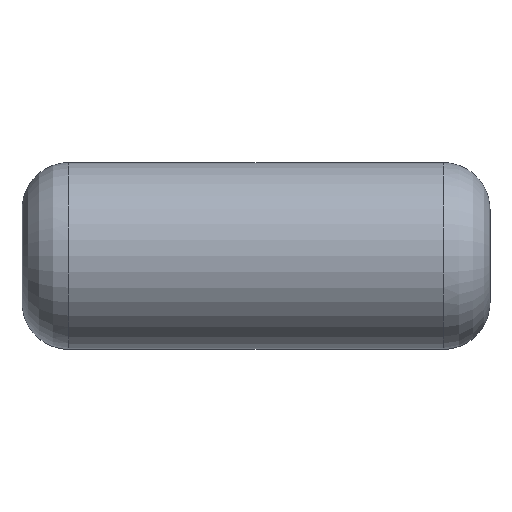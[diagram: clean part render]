
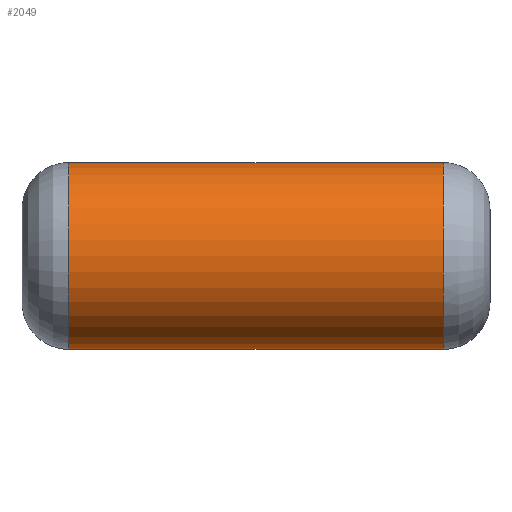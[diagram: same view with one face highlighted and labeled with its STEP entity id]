
A CAD part, top view. The second image highlights one B-rep face of the part: STEP entity #2049.
In plain terms, the highlighted cylindrical face has radius 3.55 mm (diameter 7.1 mm), a partial arc.
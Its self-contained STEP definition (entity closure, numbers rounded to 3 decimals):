
#1646=CARTESIAN_POINT('',(7.12,3.55,13.45));
#1647=VERTEX_POINT('',#1646);
#1696=CARTESIAN_POINT('',(-7.12,3.55,13.45));
#1697=VERTEX_POINT('',#1696);
#1816=CARTESIAN_POINT('',(7.12,-3.55,13.45));
#1817=VERTEX_POINT('',#1816);
#1889=CARTESIAN_POINT('',(-0.0,3.55,13.45));
#1890=DIRECTION('',(-1.0,0.0,0.0));
#1891=VECTOR('',#1890,1.0);
#1892=LINE('',#1889,#1891);
#1893=EDGE_CURVE('n� 72',#1647,#1697,#1892,.T.);
#1948=CARTESIAN_POINT('',(-7.12,-3.55,13.45));
#1949=VERTEX_POINT('',#1948);
#1973=CARTESIAN_POINT('',(0.0,-3.55,13.45));
#1974=DIRECTION('',(1.0,-0.0,-0.0));
#1975=VECTOR('',#1974,1.0);
#1976=LINE('',#1973,#1975);
#1977=EDGE_CURVE('n� 10',#1949,#1817,#1976,.T.);
#1994=CARTESIAN_POINT('',(7.12,-0.0,13.45));
#1995=DIRECTION('',(-1.0,-0.0,-0.0));
#1996=DIRECTION('',(0.0,1.0,0.0));
#1997=AXIS2_PLACEMENT_3D('',#1994,#1995,#1996);
#1998=CIRCLE('',#1997,3.55);
#1999=EDGE_CURVE('n� 14',#1817,#1647,#1998,.T.);
#2015=CARTESIAN_POINT('',(-7.12,-0.0,13.45));
#2016=DIRECTION('',(1.0,0.0,0.0));
#2017=DIRECTION('',(0.0,1.0,0.0));
#2018=AXIS2_PLACEMENT_3D('',#2015,#2016,#2017);
#2019=CIRCLE('',#2018,3.55);
#2020=EDGE_CURVE('n� 21',#1697,#1949,#2019,.T.);
#2038=ORIENTED_EDGE('',*,*,#1999,.T.);
#2039=ORIENTED_EDGE('',*,*,#1893,.T.);
#2040=ORIENTED_EDGE('',*,*,#2020,.T.);
#2041=ORIENTED_EDGE('',*,*,#1977,.T.);
#2042=EDGE_LOOP('',(#2038,#2039,#2040,#2041));
#2043=FACE_OUTER_BOUND('',#2042,.T.);
#2044=CARTESIAN_POINT('',(0.0,-0.0,13.45));
#2045=DIRECTION('',(1.0,0.0,0.0));
#2046=DIRECTION('',(0.0,1.0,0.0));
#2047=AXIS2_PLACEMENT_3D('',#2044,#2045,#2046);
#2048=CYLINDRICAL_SURFACE('',#2047,3.55);
#2049=ADVANCED_FACE('n� 2',(#2043),#2048,.T.);
